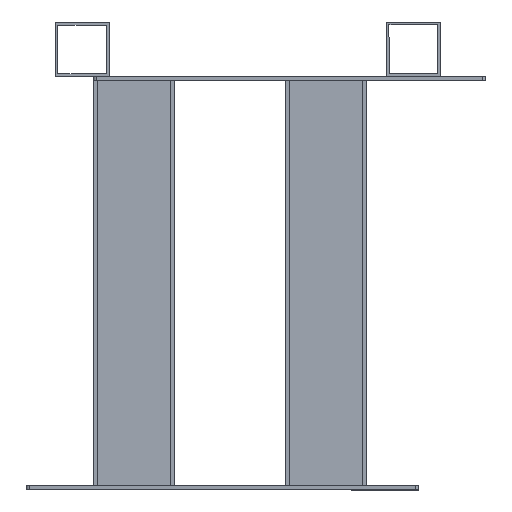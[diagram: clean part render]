
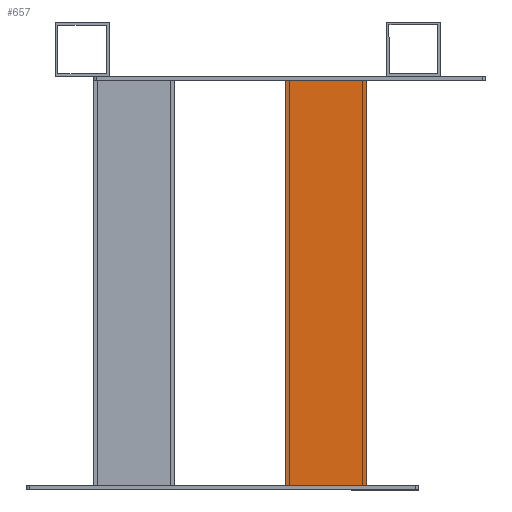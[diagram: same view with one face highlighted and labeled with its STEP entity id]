
A CAD part, left-side view. The second image highlights one B-rep face of the part: STEP entity #657.
In plain terms, the highlighted face is planar.
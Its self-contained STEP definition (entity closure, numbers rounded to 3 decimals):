
#79=PLANE('',#788);
#109=FACE_OUTER_BOUND('',#143,.T.);
#143=EDGE_LOOP('',(#537,#538,#539,#540));
#207=LINE('',#1109,#275);
#208=LINE('',#1112,#276);
#209=LINE('',#1114,#277);
#210=LINE('',#1115,#278);
#275=VECTOR('',#913,10.);
#276=VECTOR('',#916,10.);
#277=VECTOR('',#917,10.);
#278=VECTOR('',#918,10.);
#353=VERTEX_POINT('',#1105);
#354=VERTEX_POINT('',#1107);
#355=VERTEX_POINT('',#1111);
#356=VERTEX_POINT('',#1113);
#423=EDGE_CURVE('',#353,#354,#207,.T.);
#424=EDGE_CURVE('',#355,#353,#208,.T.);
#425=EDGE_CURVE('',#356,#354,#209,.T.);
#426=EDGE_CURVE('',#355,#356,#210,.T.);
#537=ORIENTED_EDGE('',*,*,#424,.T.);
#538=ORIENTED_EDGE('',*,*,#423,.T.);
#539=ORIENTED_EDGE('',*,*,#425,.F.);
#540=ORIENTED_EDGE('',*,*,#426,.F.);
#657=ADVANCED_FACE('',(#109),#79,.T.);
#788=AXIS2_PLACEMENT_3D('',#1110,#914,#915);
#913=DIRECTION('',(0.,0.,1.));
#914=DIRECTION('center_axis',(0.,1.,0.));
#915=DIRECTION('ref_axis',(-1.,0.,0.));
#916=DIRECTION('',(-1.,0.,0.));
#917=DIRECTION('',(-1.,0.,0.));
#918=DIRECTION('',(0.,0.,1.));
#1105=CARTESIAN_POINT('',(0.,40.,0.));
#1107=CARTESIAN_POINT('',(0.,40.,300.));
#1109=CARTESIAN_POINT('',(0.,40.,0.));
#1110=CARTESIAN_POINT('Origin',(60.,40.,0.));
#1111=CARTESIAN_POINT('',(60.,40.,0.));
#1112=CARTESIAN_POINT('',(60.,40.,0.));
#1113=CARTESIAN_POINT('',(60.,40.,300.));
#1114=CARTESIAN_POINT('',(60.,40.,300.));
#1115=CARTESIAN_POINT('',(60.,40.,0.));
